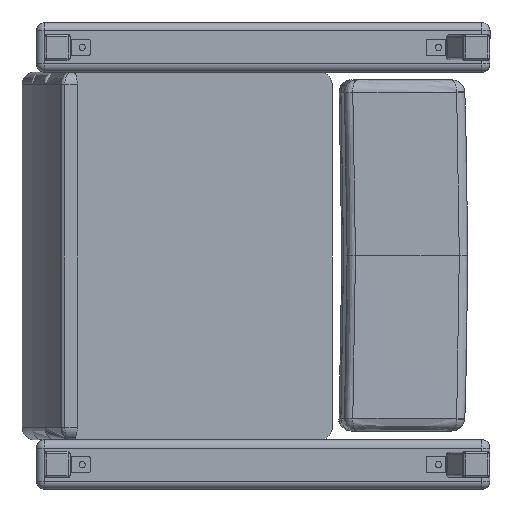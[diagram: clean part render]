
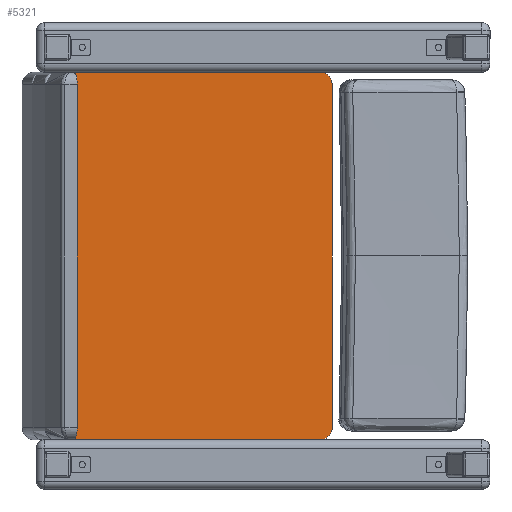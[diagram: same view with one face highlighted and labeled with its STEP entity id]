
A CAD part, front view. The second image highlights one B-rep face of the part: STEP entity #5321.
In plain terms, the highlighted planar face has unit normal (0, -1, 0).
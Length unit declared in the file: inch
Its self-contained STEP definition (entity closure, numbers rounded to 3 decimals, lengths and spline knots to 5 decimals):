
#192=PLANE('',#5937);
#321=ELLIPSE('',#5923,0.75156,0.75);
#322=ELLIPSE('',#5938,0.75156,0.75);
#375=LINE('',#8124,#722);
#377=LINE('',#8148,#724);
#378=LINE('',#8151,#725);
#379=LINE('',#8154,#726);
#722=VECTOR('',#6507,0.3937);
#724=VECTOR('',#6513,0.3937);
#725=VECTOR('',#6516,0.3937);
#726=VECTOR('',#6519,0.3937);
#1171=FACE_OUTER_BOUND('',#1526,.T.);
#1526=EDGE_LOOP('',(#3645,#3646,#3647,#3648,#3649,#3650));
#2319=VERTEX_POINT('',#8073);
#2320=VERTEX_POINT('',#8074);
#2325=VERTEX_POINT('',#8121);
#2326=VERTEX_POINT('',#8123);
#2329=VERTEX_POINT('',#8150);
#2330=VERTEX_POINT('',#8152);
#2808=EDGE_CURVE('',#2319,#2320,#321,.T.);
#2820=EDGE_CURVE('',#2325,#2326,#375,.T.);
#2824=EDGE_CURVE('',#2320,#2325,#377,.T.);
#2825=EDGE_CURVE('',#2329,#2319,#378,.T.);
#2826=EDGE_CURVE('',#2330,#2329,#322,.T.);
#2827=EDGE_CURVE('',#2326,#2330,#379,.T.);
#3645=ORIENTED_EDGE('',*,*,#2808,.F.);
#3646=ORIENTED_EDGE('',*,*,#2825,.F.);
#3647=ORIENTED_EDGE('',*,*,#2826,.F.);
#3648=ORIENTED_EDGE('',*,*,#2827,.F.);
#3649=ORIENTED_EDGE('',*,*,#2820,.F.);
#3650=ORIENTED_EDGE('',*,*,#2824,.F.);
#5321=ADVANCED_FACE('',(#1171),#192,.F.);
#5923=AXIS2_PLACEMENT_3D('',#8075,#6481,#6482);
#5937=AXIS2_PLACEMENT_3D('',#8149,#6514,#6515);
#5938=AXIS2_PLACEMENT_3D('',#8153,#6517,#6518);
#6481=DIRECTION('center_axis',(0.,1.,0.));
#6482=DIRECTION('ref_axis',(1.,0.,0.));
#6507=DIRECTION('',(0.,0.,1.));
#6513=DIRECTION('',(-1.,0.,0.));
#6514=DIRECTION('center_axis',(0.,1.,0.));
#6515=DIRECTION('ref_axis',(-1.,0.,0.));
#6516=DIRECTION('',(0.,0.,-1.));
#6517=DIRECTION('center_axis',(0.,1.,0.));
#6518=DIRECTION('ref_axis',(1.,0.,0.));
#6519=DIRECTION('',(1.,0.,0.));
#8073=CARTESIAN_POINT('',(4.2156,-1.65105,0.75));
#8074=CARTESIAN_POINT('',(3.46404,-1.65105,0.));
#8075=CARTESIAN_POINT('Origin',(3.46404,-1.65105,0.75));
#8121=CARTESIAN_POINT('',(-12.7844,-1.65105,0.));
#8123=CARTESIAN_POINT('',(-12.7844,-1.65105,22.25));
#8124=CARTESIAN_POINT('',(-12.7844,-1.65105,0.));
#8148=CARTESIAN_POINT('',(-0.03473,-1.65105,0.));
#8149=CARTESIAN_POINT('Origin',(4.2156,-1.65105,0.));
#8150=CARTESIAN_POINT('',(4.2156,-1.65105,21.5));
#8151=CARTESIAN_POINT('',(4.2156,-1.65105,0.));
#8152=CARTESIAN_POINT('',(3.46404,-1.65105,22.25));
#8153=CARTESIAN_POINT('Origin',(3.46404,-1.65105,21.5));
#8154=CARTESIAN_POINT('',(-0.03473,-1.65105,22.25));
